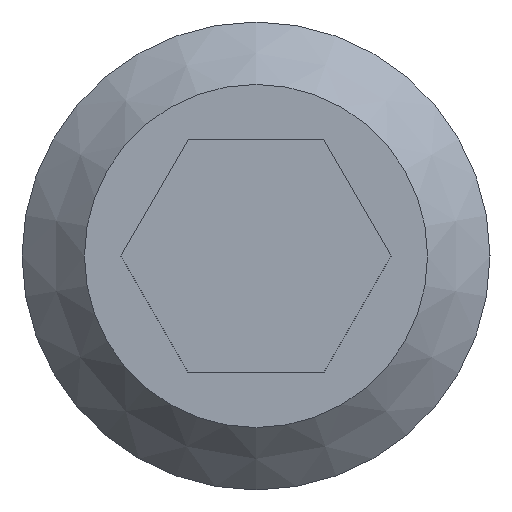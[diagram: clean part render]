
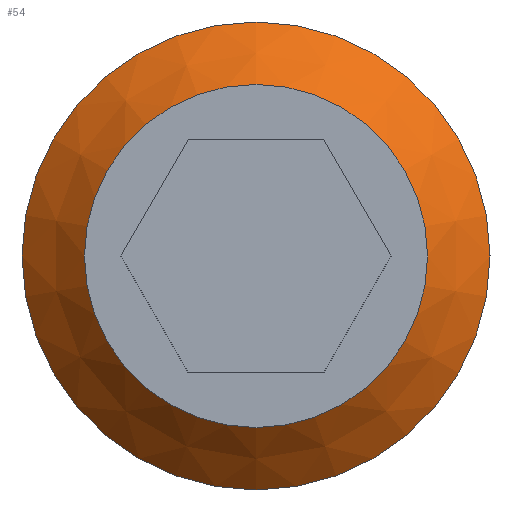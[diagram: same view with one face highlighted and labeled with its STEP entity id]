
A CAD part, left-side view. The second image highlights one B-rep face of the part: STEP entity #54.
In plain terms, the highlighted conical face has half-angle 45 degrees and reference radius 1.1 mm.
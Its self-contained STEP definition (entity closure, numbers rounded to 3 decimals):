
#54 = ADVANCED_FACE( '', ( #115, #116 ), #117, .T. );
#115 = FACE_OUTER_BOUND( '', #187, .T. );
#116 = FACE_BOUND( '', #188, .T. );
#117 = CONICAL_SURFACE( '', #189, 1.1, 0.785 );
#187 = EDGE_LOOP( '', ( #276 ) );
#188 = EDGE_LOOP( '', ( #277 ) );
#189 = AXIS2_PLACEMENT_3D( '', #278, #279, #280 );
#276 = ORIENTED_EDGE( '', *, *, #370, .F. );
#277 = ORIENTED_EDGE( '', *, *, #384, .T. );
#278 = CARTESIAN_POINT( '', ( 0., 0., 0. ) );
#279 = DIRECTION( '', ( 1., 0., 0. ) );
#280 = DIRECTION( '', ( 0., 0., -1. ) );
#370 = EDGE_CURVE( '', #424, #424, #425, .T. );
#384 = EDGE_CURVE( '', #446, #446, #447, .T. );
#424 = VERTEX_POINT( '', #494 );
#425 = CIRCLE( '', #495, 1.5 );
#446 = VERTEX_POINT( '', #524 );
#447 = CIRCLE( '', #525, 1.1 );
#494 = CARTESIAN_POINT( '', ( 0.4, 0., -1.5 ) );
#495 = AXIS2_PLACEMENT_3D( '', #570, #571, #572 );
#524 = CARTESIAN_POINT( '', ( 0., 0., -1.1 ) );
#525 = AXIS2_PLACEMENT_3D( '', #584, #585, #586 );
#570 = CARTESIAN_POINT( '', ( 0.4, 0., 0. ) );
#571 = DIRECTION( '', ( 1., 0., 0. ) );
#572 = DIRECTION( '', ( 0., 0., -1. ) );
#584 = CARTESIAN_POINT( '', ( 0., 0., 0. ) );
#585 = DIRECTION( '', ( 1., 0., 0. ) );
#586 = DIRECTION( '', ( 0., 0., -1. ) );
